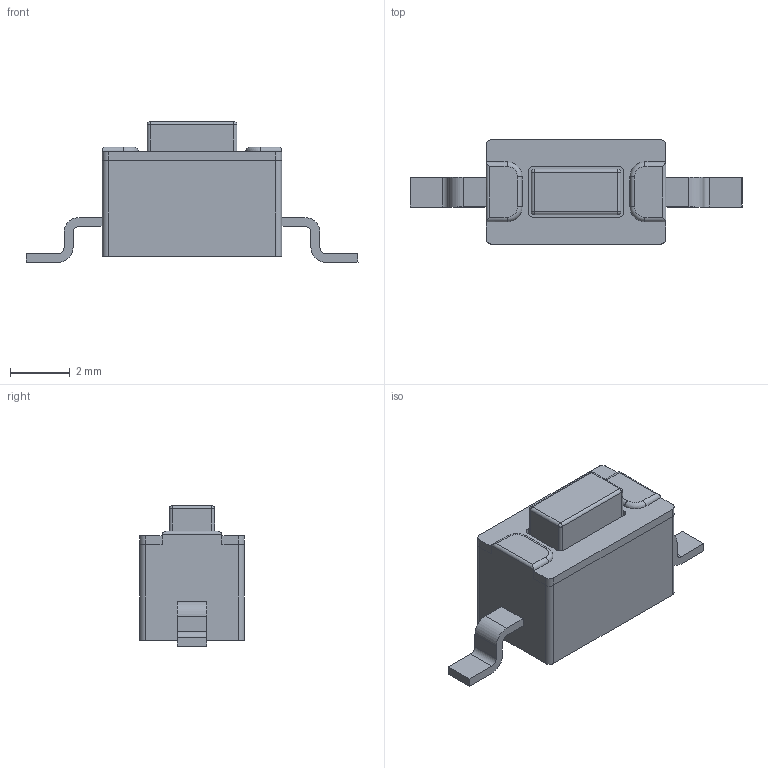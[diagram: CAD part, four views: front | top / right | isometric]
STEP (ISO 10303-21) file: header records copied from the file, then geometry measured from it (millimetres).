
FILE_DESCRIPTION(/* description */ (''),/* implementation_level */ '2;1');
FILE_NAME(/* name */ 'Button_FSMSM.step',/* time_stamp */ '2020-07-03T23:28:07-07:00',/* author */ (''),/* organization */ (''),/* preprocessor_version */ 'ST-DEVELOPER v18',/* originating_system */ 'Autodesk Translation Framework v8.2.0.1029',/* authorisation */ '');
FILE_SCHEMA (('AUTOMOTIVE_DESIGN { 1 0 10303 214 3 1 1 }'));
Length unit declared in the file: millimetre
Products named in the file (3): Button_FSMSM; Pin; Pin(Mirror)
Assembly tree (2 placements, depth 2):
  Button_FSMSM
    Pin
    Pin(Mirror)
Bounding box: 11.09 x 3.5 x 4.7 mm (x, y, z)
Volume: 80.9 mm3; surface area: 189.1 mm2
Topology: 6 solids, 6 shells, 118 faces, 298 edges, 192 vertices
Faces by surface type: plane 66, cylinder 44, torus 4, sphere 4
Entity records: 3674 total; most frequent: CARTESIAN_POINT 657, DIRECTION 628, ORIENTED_EDGE 596, EDGE_CURVE 298, AXIS2_PLACEMENT_3D 211, LINE 206, VECTOR 206, VERTEX_POINT 192
